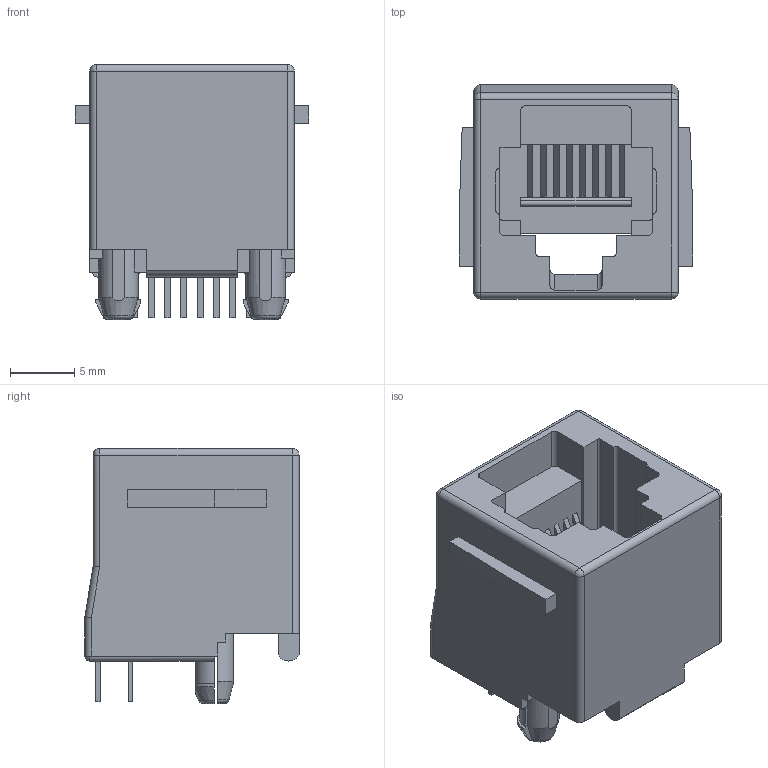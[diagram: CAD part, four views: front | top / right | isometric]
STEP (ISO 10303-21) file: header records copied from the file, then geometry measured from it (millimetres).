
FILE_DESCRIPTION((''),'2;1');
FILE_NAME('C-5520259-4','2017-12-20T',('workeradm'),('TE Connectivity Ltd.'),'CREO PARAMETRIC BY PTC INC, 2016050','CREO PARAMETRIC BY PTC INC, 2016050','');
FILE_SCHEMA(('AUTOMOTIVE_DESIGN { 1 0 10303 214 1 1 1 1 }'));
Length unit declared in the file: millimetre
Products named in the file (1): C-5520259-4
Bounding box: 18.16 x 16.64 x 19.81 mm (x, y, z)
Volume: 2477.7 mm3; surface area: 2496.7 mm2
Topology: 1 solids, 1 shells, 231 faces, 629 edges, 410 vertices
Faces by surface type: plane 165, cylinder 46, sphere 8, torus 8, cone 4
Entity records: 7819 total; most frequent: CARTESIAN_POINT 1736, ORIENTED_EDGE 1258, DIRECTION 1165, EDGE_CURVE 629, VECTOR 495, LINE 495, VERTEX_POINT 410, AXIS2_PLACEMENT_3D 335
